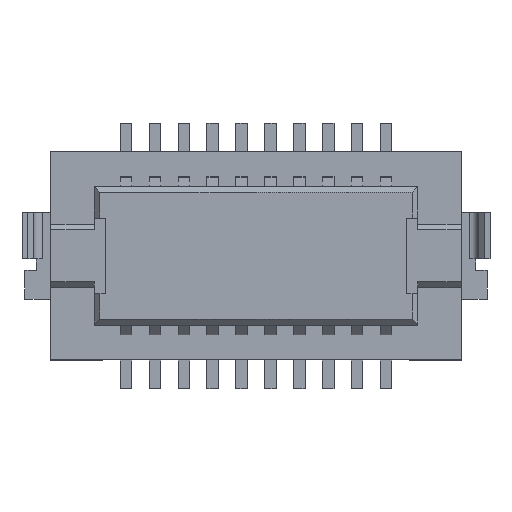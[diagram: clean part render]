
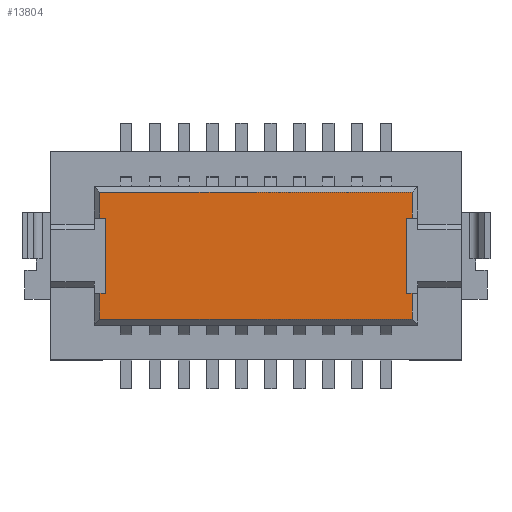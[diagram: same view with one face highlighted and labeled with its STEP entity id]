
A CAD part, top view. The second image highlights one B-rep face of the part: STEP entity #13804.
In plain terms, the highlighted planar face has unit normal (0, 0, 1).
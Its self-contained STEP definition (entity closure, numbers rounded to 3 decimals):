
#1060=FACE_OUTER_BOUND('',#1818,.T.);
#1818=EDGE_LOOP('',(#12064,#12065,#12066,#12067,#12068,#12069,#12070,#12071,
#12072,#12073,#12074,#12075));
#3191=LINE('',#21491,#4937);
#3227=LINE('',#21565,#4973);
#3517=LINE('',#22139,#5263);
#3523=LINE('',#22149,#5269);
#3526=LINE('',#22153,#5272);
#3527=LINE('',#22156,#5273);
#3529=LINE('',#22160,#5275);
#3531=LINE('',#22165,#5277);
#3533=LINE('',#22170,#5279);
#3534=LINE('',#22172,#5280);
#3535=LINE('',#22173,#5281);
#3536=LINE('',#22174,#5282);
#4937=VECTOR('',#17621,1.3);
#4973=VECTOR('',#17671,0.1);
#5263=VECTOR('',#18145,0.1);
#5269=VECTOR('',#18155,0.1);
#5272=VECTOR('',#18160,1.3);
#5273=VECTOR('',#18163,0.1);
#5275=VECTOR('',#18167,0.45);
#5277=VECTOR('',#18173,0.45);
#5279=VECTOR('',#18179,5.4);
#5280=VECTOR('',#18180,5.4);
#5281=VECTOR('',#18181,0.45);
#5282=VECTOR('',#18182,0.45);
#6363=VERTEX_POINT('',#21489);
#6364=VERTEX_POINT('',#21490);
#6395=VERTEX_POINT('',#21564);
#6586=VERTEX_POINT('',#22137);
#6587=VERTEX_POINT('',#22138);
#6588=VERTEX_POINT('',#22147);
#6589=VERTEX_POINT('',#22148);
#6590=VERTEX_POINT('',#22155);
#6591=VERTEX_POINT('',#22159);
#6592=VERTEX_POINT('',#22164);
#6593=VERTEX_POINT('',#22169);
#6594=VERTEX_POINT('',#22171);
#8115=EDGE_CURVE('',#6363,#6364,#3191,.T.);
#8151=EDGE_CURVE('',#6395,#6363,#3227,.T.);
#8446=EDGE_CURVE('',#6586,#6587,#3517,.T.);
#8452=EDGE_CURVE('',#6588,#6589,#3523,.T.);
#8455=EDGE_CURVE('',#6589,#6586,#3526,.T.);
#8456=EDGE_CURVE('',#6364,#6590,#3527,.T.);
#8458=EDGE_CURVE('',#6587,#6591,#3529,.T.);
#8460=EDGE_CURVE('',#6592,#6588,#3531,.T.);
#8462=EDGE_CURVE('',#6593,#6592,#3533,.T.);
#8463=EDGE_CURVE('',#6591,#6594,#3534,.T.);
#8464=EDGE_CURVE('',#6594,#6395,#3535,.T.);
#8465=EDGE_CURVE('',#6590,#6593,#3536,.T.);
#12064=ORIENTED_EDGE('',*,*,#8462,.T.);
#12065=ORIENTED_EDGE('',*,*,#8460,.T.);
#12066=ORIENTED_EDGE('',*,*,#8452,.T.);
#12067=ORIENTED_EDGE('',*,*,#8455,.T.);
#12068=ORIENTED_EDGE('',*,*,#8446,.T.);
#12069=ORIENTED_EDGE('',*,*,#8458,.T.);
#12070=ORIENTED_EDGE('',*,*,#8463,.T.);
#12071=ORIENTED_EDGE('',*,*,#8464,.T.);
#12072=ORIENTED_EDGE('',*,*,#8151,.T.);
#12073=ORIENTED_EDGE('',*,*,#8115,.T.);
#12074=ORIENTED_EDGE('',*,*,#8456,.T.);
#12075=ORIENTED_EDGE('',*,*,#8465,.T.);
#13058=PLANE('',#14771);
#13804=ADVANCED_FACE('',(#1060),#13058,.T.);
#14771=AXIS2_PLACEMENT_3D('',#22168,#18177,#18178);
#17621=DIRECTION('',(0.,-1.,0.));
#17671=DIRECTION('',(1.,0.,0.));
#18145=DIRECTION('',(1.,0.,0.));
#18155=DIRECTION('',(-1.,0.,0.));
#18160=DIRECTION('',(0.,1.,0.));
#18163=DIRECTION('',(-1.,0.,0.));
#18167=DIRECTION('',(0.,1.,0.));
#18173=DIRECTION('',(0.,1.,0.));
#18177=DIRECTION('center_axis',(0.,0.,1.));
#18178=DIRECTION('ref_axis',(1.,0.,0.));
#18179=DIRECTION('',(1.,0.,0.));
#18180=DIRECTION('',(-1.,0.,0.));
#18181=DIRECTION('',(0.,-1.,0.));
#18182=DIRECTION('',(0.,-1.,0.));
#21489=CARTESIAN_POINT('',(-2.6,0.65,2.7));
#21490=CARTESIAN_POINT('',(-2.6,-0.65,2.7));
#21491=CARTESIAN_POINT('',(-2.6,-1.5,2.7));
#21564=CARTESIAN_POINT('',(-2.7,0.65,2.7));
#21565=CARTESIAN_POINT('',(0.15,0.65,2.7));
#22137=CARTESIAN_POINT('',(2.6,0.65,2.7));
#22138=CARTESIAN_POINT('',(2.7,0.65,2.7));
#22139=CARTESIAN_POINT('',(0.15,0.65,2.7));
#22147=CARTESIAN_POINT('',(2.7,-0.65,2.7));
#22148=CARTESIAN_POINT('',(2.6,-0.65,2.7));
#22149=CARTESIAN_POINT('',(0.15,-0.65,2.7));
#22153=CARTESIAN_POINT('',(2.6,-1.5,2.7));
#22155=CARTESIAN_POINT('',(-2.7,-0.65,2.7));
#22156=CARTESIAN_POINT('',(0.15,-0.65,2.7));
#22159=CARTESIAN_POINT('',(2.7,1.1,2.7));
#22160=CARTESIAN_POINT('',(2.7,0.875,2.7));
#22164=CARTESIAN_POINT('',(2.7,-1.1,2.7));
#22165=CARTESIAN_POINT('',(2.7,-0.875,2.7));
#22168=CARTESIAN_POINT('Origin',(0.15,-1.5,2.7));
#22169=CARTESIAN_POINT('',(-2.7,-1.1,2.7));
#22170=CARTESIAN_POINT('',(-2.585,-1.1,2.7));
#22171=CARTESIAN_POINT('',(-2.7,1.1,2.7));
#22172=CARTESIAN_POINT('',(0.15,1.1,2.7));
#22173=CARTESIAN_POINT('',(-2.7,0.875,2.7));
#22174=CARTESIAN_POINT('',(-2.7,-0.875,2.7));
